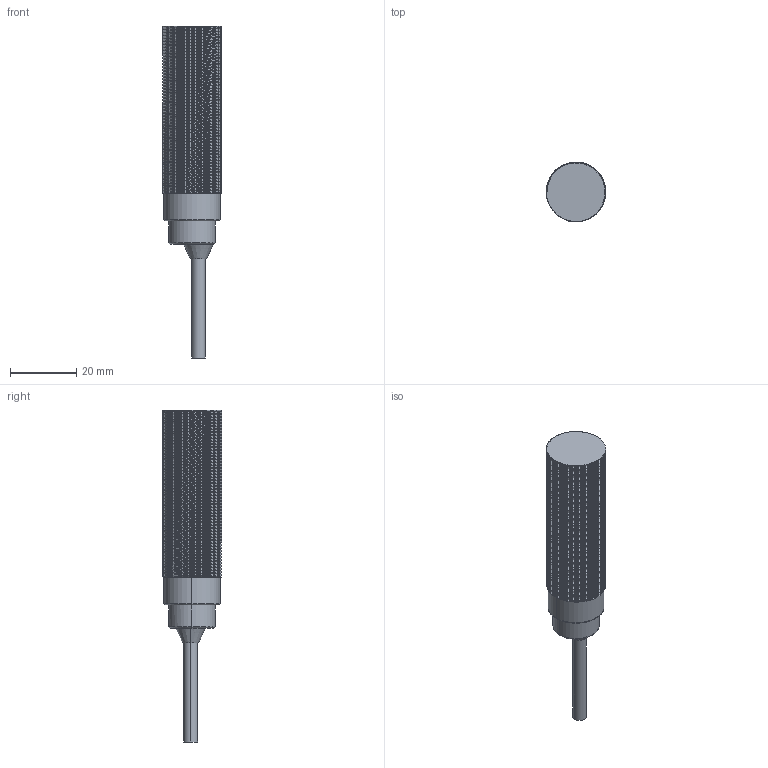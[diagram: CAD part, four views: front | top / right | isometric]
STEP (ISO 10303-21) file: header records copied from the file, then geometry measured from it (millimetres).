
FILE_DESCRIPTION (( 'STEP AP203' ), '1' );
FILE_NAME ('CWF18-10NP.STEP', '2018-08-07T05:42:02', ( 'XiaZaiMa.COM' ), ( 'Win10NeT.COM' ), 'SwSTEP 2.0', 'SolidWorks 2016', '' );
FILE_SCHEMA (( 'CONFIG_CONTROL_DESIGN' ));
Length unit declared in the file: millimetre
Products named in the file (1): CWF18-10NP
Bounding box: 18 x 18 x 100.5 mm (x, y, z)
Volume: 16371.4 mm3; surface area: 6284.7 mm2
Topology: 1 solids, 1 shells, 139 faces, 394 edges, 260 vertices
Faces by surface type: cylinder 119, plane 7, torus 5, cone 4, bspline 4
Full cylindrical faces by diameter (mm): 18 x111
Entity records: 17976 total; most frequent: CARTESIAN_POINT 14961, ORIENTED_EDGE 788, DIRECTION 469, EDGE_CURVE 394, VERTEX_POINT 260, AXIS2_PLACEMENT_3D 171, EDGE_LOOP 142, FACE_OUTER_BOUND 139
